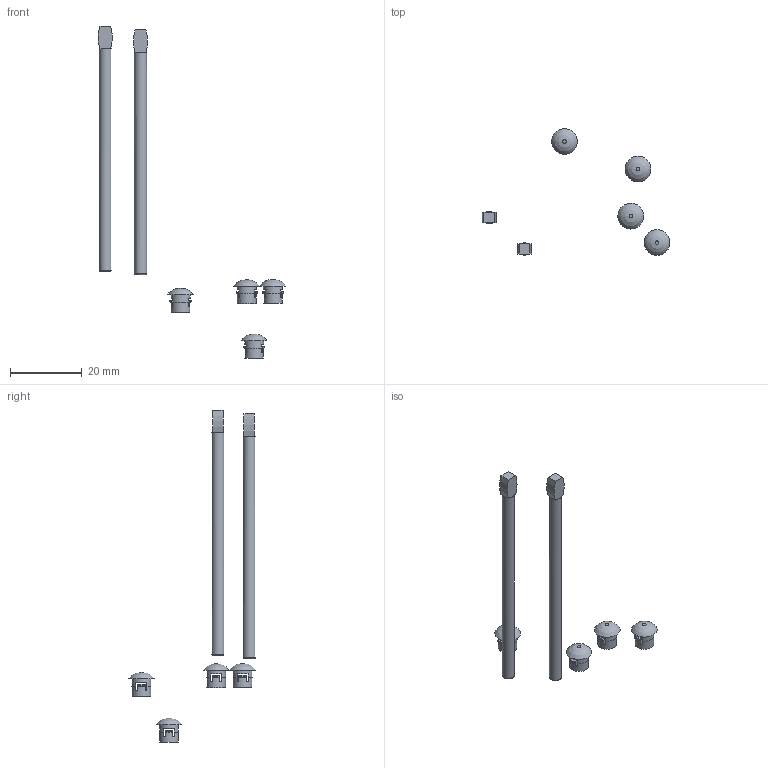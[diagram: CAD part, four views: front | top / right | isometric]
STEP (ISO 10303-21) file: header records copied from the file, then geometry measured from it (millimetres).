
FILE_DESCRIPTION (( 'STEP AP214' ), '1' );
FILE_NAME ('FR3HINGEKIT.STEP', '2020-10-19T21:00:33', ( '' ), ( '' ), 'SwSTEP 2.0', 'SolidWorks 2019', '' );
FILE_SCHEMA (( 'AUTOMOTIVE_DESIGN' ));
Length unit declared in the file: inch
Products named in the file (1): FR3HINGEKIT
Bounding box: 52.15 x 35.27 x 92.26 mm (x, y, z)
Volume: 1668.8 mm3; surface area: 2500.9 mm2
Topology: 6 solids, 6 shells, 252 faces, 660 edges, 416 vertices
Faces by surface type: plane 136, cylinder 86, torus 28, bspline 2
Full cylindrical faces by diameter (mm): 3.327 x4, 3.429 x2, 5.232 x4, 5.283 x4
Entity records: 11061 total; most frequent: CARTESIAN_POINT 1595, DIRECTION 1318, ORIENTED_EDGE 1232, EDGE_CURVE 616, AXIS2_PLACEMENT_3D 493, VERTEX_POINT 396, VECTOR 332, LINE 332
